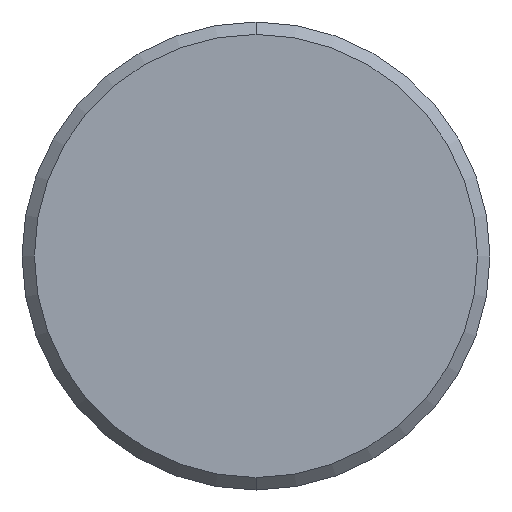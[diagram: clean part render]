
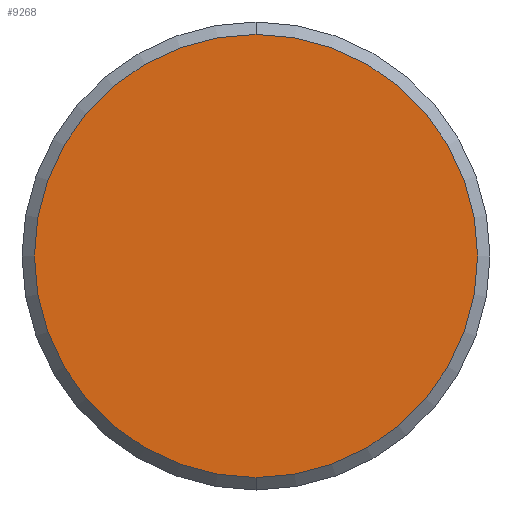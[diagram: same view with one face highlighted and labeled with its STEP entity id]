
A CAD part, front view. The second image highlights one B-rep face of the part: STEP entity #9268.
In plain terms, the highlighted planar face has unit normal (0, -1, 0).
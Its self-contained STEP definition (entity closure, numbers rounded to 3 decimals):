
#395 = DIRECTION ( 'NONE',  ( 0., 1., 0. ) ) ;
#739 = EDGE_CURVE ( 'NONE', #6247, #8170, #2607, .T. ) ;
#1588 = DIRECTION ( 'NONE',  ( 0., 1., 0. ) ) ;
#2186 = CARTESIAN_POINT ( 'NONE',  ( -22.73, 0., 0. ) ) ;
#2607 = CIRCLE ( 'NONE', #8649, 22.73 ) ;
#2613 = EDGE_LOOP ( 'NONE', ( #6124, #10112 ) ) ;
#3118 = EDGE_CURVE ( 'NONE', #8170, #6247, #7542, .T. ) ;
#3199 = DIRECTION ( 'NONE',  ( 0., 0., 1. ) ) ;
#4222 = CARTESIAN_POINT ( 'NONE',  ( 0., 0., 0. ) ) ;
#4885 = CARTESIAN_POINT ( 'NONE',  ( 0., 0., 0. ) ) ;
#5046 = CARTESIAN_POINT ( 'NONE',  ( 0., 0., 22.73 ) ) ;
#5329 = PLANE ( 'NONE',  #8313 ) ;
#5983 = CARTESIAN_POINT ( 'NONE',  ( 0., 0., -22.73 ) ) ;
#6124 = ORIENTED_EDGE ( 'NONE', *, *, #3118, .F. ) ;
#6247 = VERTEX_POINT ( 'NONE', #5983 ) ;
#7542 = CIRCLE ( 'NONE', #8879, 22.73 ) ;
#7707 = DIRECTION ( 'NONE',  ( 0., 0., 1. ) ) ;
#8170 = VERTEX_POINT ( 'NONE', #5046 ) ;
#8225 = DIRECTION ( 'NONE',  ( 0., 0., 1. ) ) ;
#8313 = AXIS2_PLACEMENT_3D ( 'NONE', #2186, #395, #7707 ) ;
#8649 = AXIS2_PLACEMENT_3D ( 'NONE', #4885, #1588, #3199 ) ;
#8879 = AXIS2_PLACEMENT_3D ( 'NONE', #4222, #9129, #8225 ) ;
#9129 = DIRECTION ( 'NONE',  ( 0., 1., 0. ) ) ;
#9268 = ADVANCED_FACE ( 'NONE', ( #9388 ), #5329, .F. ) ;
#9388 = FACE_OUTER_BOUND ( 'NONE', #2613, .T. ) ;
#10112 = ORIENTED_EDGE ( 'NONE', *, *, #739, .F. ) ;
